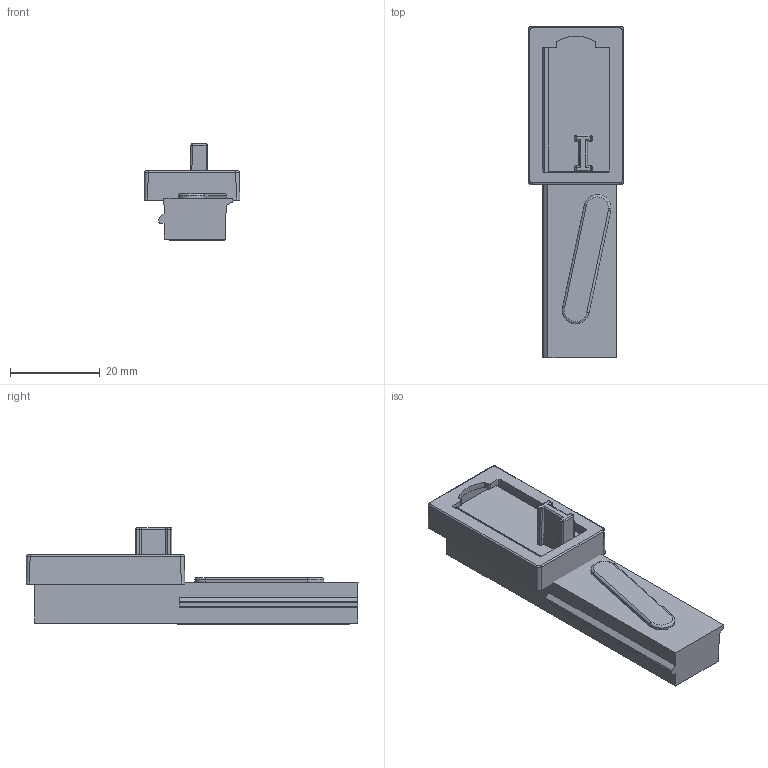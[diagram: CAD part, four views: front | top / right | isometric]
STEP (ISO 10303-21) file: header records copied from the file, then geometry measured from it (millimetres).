
FILE_DESCRIPTION (( 'STEP AP214' ), '1' );
FILE_NAME ('70216.STEP', '2021-03-03T09:39:56', ( '' ), ( '' ), 'SwSTEP 2.0', 'SolidWorks 2020', '' );
FILE_SCHEMA (( 'AUTOMOTIVE_DESIGN' ));
Length unit declared in the file: millimetre
Products named in the file (5): PE17009027_TAPA_PLAST_ACCE_ZERO_RevB; PE17009018_SOPORTE_TUBO_ZERO_RevC; 70216; PE17009003_TAPA_SOP_ZERO_RevC; PE17009025_TAPA_TUBO_LUXE_ZERO_PROT
Assembly tree (4 placements, depth 2):
  70216
    PE17009018_SOPORTE_TUBO_ZERO_RevC
    PE17009003_TAPA_SOP_ZERO_RevC
    PE17009025_TAPA_TUBO_LUXE_ZERO_PROT
    PE17009027_TAPA_PLAST_ACCE_ZERO_RevB
Bounding box: 21.3 x 73.82 x 21.45 mm (x, y, z)
Volume: 6981.8 mm3; surface area: 9969.2 mm2
Topology: 4 solids, 4 shells, 659 faces, 1661 edges, 1008 vertices
Faces by surface type: cylinder 191, plane 183, bspline 169, sphere 48, cone 38, torus 30
Entity records: 21225 total; most frequent: CARTESIAN_POINT 6765, ORIENTED_EDGE 3274, DIRECTION 2527, EDGE_CURVE 1637, VERTEX_POINT 1008, AXIS2_PLACEMENT_3D 869, LINE 789, VECTOR 789
